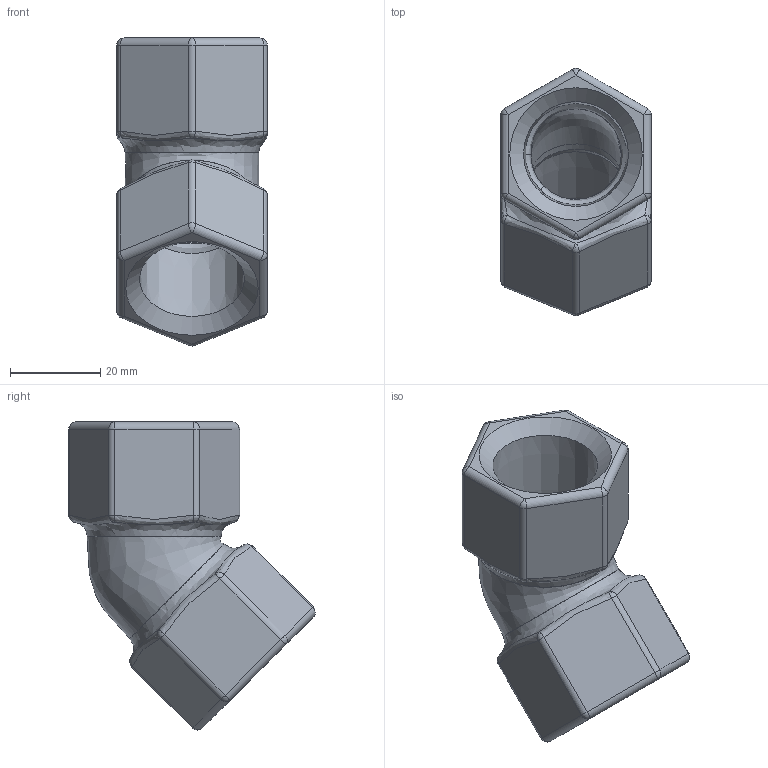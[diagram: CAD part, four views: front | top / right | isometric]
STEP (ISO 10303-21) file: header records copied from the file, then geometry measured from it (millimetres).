
FILE_DESCRIPTION(/* description */ (''),/* implementation_level */ '2;1');
FILE_NAME(/* name */ 'KIL_FF-45-2.stp',/* time_stamp */ '2021-03-17T01:33:40+05:00',/* author */ ('lsugumaran'),/* organization */ (''),/* preprocessor_version */ 'ST-DEVELOPER v18',/* originating_system */ 'Autodesk Inventor 2020',/* authorisation */ '');
FILE_SCHEMA (('AUTOMOTIVE_DESIGN { 1 0 10303 214 3 1 1 }'));
Length unit declared in the file: inch
Products named in the file (1): FF-45-2
Bounding box: 33.34 x 54.78 x 68.33 mm (x, y, z)
Volume: 31400.9 mm3; surface area: 12442.5 mm2
Topology: 1 solids, 1 shells, 90 faces, 202 edges, 106 vertices
Faces by surface type: bspline 24, cylinder 24, sphere 24, plane 14, cone 4
Entity records: 4318 total; most frequent: CARTESIAN_POINT 2438, ORIENTED_EDGE 388, DIRECTION 374, EDGE_CURVE 194, AXIS2_PLACEMENT_3D 161, VERTEX_POINT 106, CIRCLE 94, EDGE_LOOP 92
